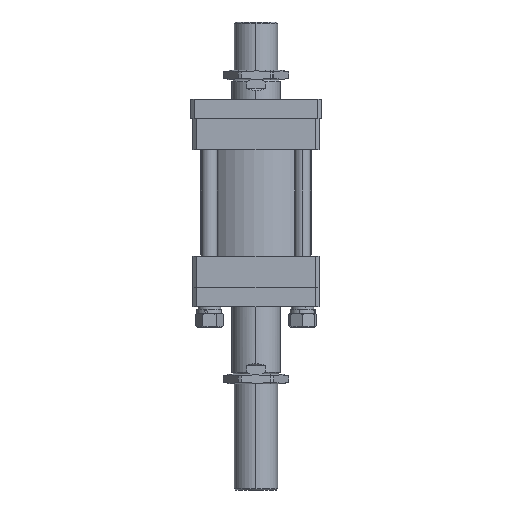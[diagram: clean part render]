
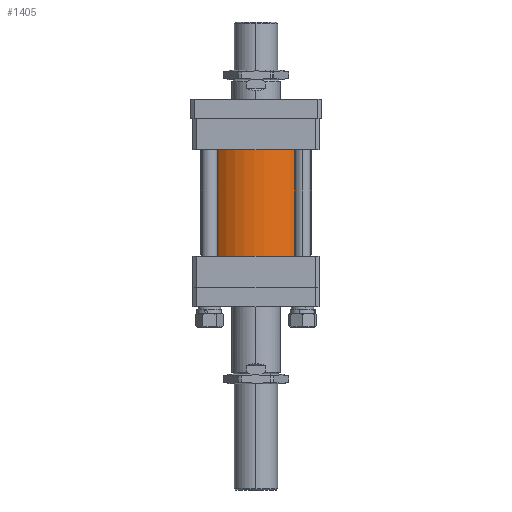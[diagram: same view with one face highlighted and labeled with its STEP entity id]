
A CAD part, front view. The second image highlights one B-rep face of the part: STEP entity #1405.
In plain terms, the highlighted cylindrical face has radius 115 mm (diameter 230 mm), a partial arc.
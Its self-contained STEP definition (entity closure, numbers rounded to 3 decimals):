
#16 = ORIENTED_EDGE ( 'NONE', *, *, #1682, .F. ) ;
#1153 = CARTESIAN_POINT ( 'NONE',  ( -115., 0., 110. ) ) ;
#1163 = DIRECTION ( 'NONE',  ( 0., 0., -1. ) ) ;
#1169 = CARTESIAN_POINT ( 'NONE',  ( 115., 0., 110. ) ) ;
#1170 = DIRECTION ( 'NONE',  ( 0., 0., -1. ) ) ;
#1405 = ADVANCED_FACE ( 'NONE', ( #6244 ), #6239, .T. ) ;
#1682 = EDGE_CURVE ( 'NONE', #7286, #7921, #6712, .T. ) ;
#1688 = EDGE_CURVE ( 'NONE', #7997, #8149, #6702, .T. ) ;
#1692 = EDGE_CURVE ( 'NONE', #7997, #7286, #6695, .T. ) ;
#1696 = EDGE_CURVE ( 'NONE', #8149, #7921, #6686, .T. ) ;
#2914 = CARTESIAN_POINT ( 'NONE',  ( 115., 0., -110. ) ) ;
#2980 = CARTESIAN_POINT ( 'NONE',  ( -115., 0., 110. ) ) ;
#3046 = CARTESIAN_POINT ( 'NONE',  ( -115., 0., -110. ) ) ;
#3120 = DIRECTION ( 'NONE',  ( 1., 0., 0. ) ) ;
#3121 = DIRECTION ( 'NONE',  ( 0., 0., 1. ) ) ;
#3122 = CARTESIAN_POINT ( 'NONE',  ( 0., 0., 110. ) ) ;
#3819 = CARTESIAN_POINT ( 'NONE',  ( 115., 0., 110. ) ) ;
#4131 = DIRECTION ( 'NONE',  ( 0., 0., 1. ) ) ;
#4133 = DIRECTION ( 'NONE',  ( 1., 0., 0. ) ) ;
#5783 = CARTESIAN_POINT ( 'NONE',  ( 0., 0., 110. ) ) ;
#5784 = DIRECTION ( 'NONE',  ( 0., 0., -1. ) ) ;
#5789 = DIRECTION ( 'NONE',  ( -1., 0., 0. ) ) ;
#5932 = AXIS2_PLACEMENT_3D ( 'NONE', #7030, #4131, #4133 ) ;
#5934 = AXIS2_PLACEMENT_3D ( 'NONE', #3122, #3121, #3120 ) ;
#6239 = CYLINDRICAL_SURFACE ( 'NONE', #7659, 115. ) ;
#6244 = FACE_OUTER_BOUND ( 'NONE', #6443, .T. ) ;
#6443 = EDGE_LOOP ( 'NONE', ( #16, #7883, #7853, #7882 ) ) ;
#6686 = CIRCLE ( 'NONE', #5932, 115. ) ;
#6695 = CIRCLE ( 'NONE', #5934, 115. ) ;
#6696 = VECTOR ( 'NONE', #1163, 1000. ) ;
#6702 = LINE ( 'NONE', #1153, #6696 ) ;
#6708 = VECTOR ( 'NONE', #1170, 1000. ) ;
#6712 = LINE ( 'NONE', #1169, #6708 ) ;
#7030 = CARTESIAN_POINT ( 'NONE',  ( 0., 0., -110. ) ) ;
#7286 = VERTEX_POINT ( 'NONE', #3819 ) ;
#7659 = AXIS2_PLACEMENT_3D ( 'NONE', #5783, #5784, #5789 ) ;
#7853 = ORIENTED_EDGE ( 'NONE', *, *, #1688, .T. ) ;
#7882 = ORIENTED_EDGE ( 'NONE', *, *, #1696, .T. ) ;
#7883 = ORIENTED_EDGE ( 'NONE', *, *, #1692, .F. ) ;
#7921 = VERTEX_POINT ( 'NONE', #2914 ) ;
#7997 = VERTEX_POINT ( 'NONE', #2980 ) ;
#8149 = VERTEX_POINT ( 'NONE', #3046 ) ;
